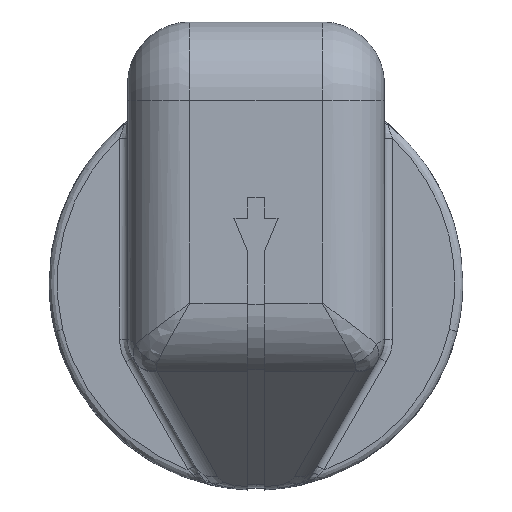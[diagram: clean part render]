
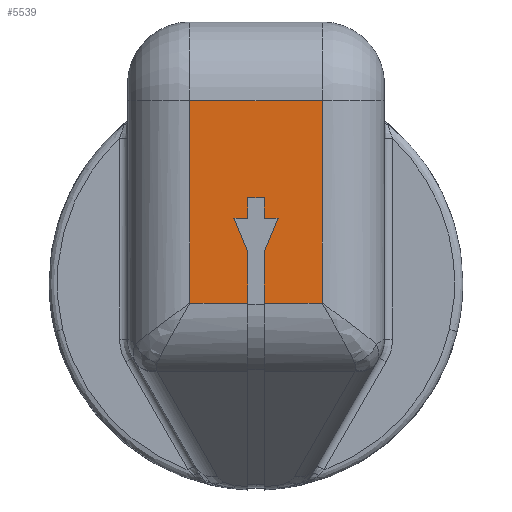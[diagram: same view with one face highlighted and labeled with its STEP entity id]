
A CAD part, top view. The second image highlights one B-rep face of the part: STEP entity #5539.
In plain terms, the highlighted planar face has unit normal (0, 0, 1).
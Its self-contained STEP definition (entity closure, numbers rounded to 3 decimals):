
#185 = EDGE_CURVE ( 'NONE', #8211, #3366, #605, .T. ) ;
#197 = DIRECTION ( 'NONE',  ( 0., 1., 0. ) ) ;
#397 = VERTEX_POINT ( 'NONE', #8557 ) ;
#486 = LINE ( 'NONE', #7899, #6677 ) ;
#498 = LINE ( 'NONE', #5212, #4194 ) ;
#593 = ORIENTED_EDGE ( 'NONE', *, *, #1881, .F. ) ;
#605 = LINE ( 'NONE', #4093, #3293 ) ;
#718 = LINE ( 'NONE', #1312, #8549 ) ;
#762 = LINE ( 'NONE', #1453, #3811 ) ;
#845 = ORIENTED_EDGE ( 'NONE', *, *, #7504, .F. ) ;
#956 = CARTESIAN_POINT ( 'NONE',  ( -4.064, 11.176, 19.05 ) ) ;
#1068 = EDGE_LOOP ( 'NONE', ( #6433, #2814, #6325, #593, #2694, #1743, #6749, #1714, #845, #6584, #8704, #2257, #7124, #8455 ) ) ;
#1076 = VERTEX_POINT ( 'NONE', #4963 ) ;
#1125 = CARTESIAN_POINT ( 'NONE',  ( 4.064, -1.262, 19.05 ) ) ;
#1168 = DIRECTION ( 'NONE',  ( -1., 0., 0. ) ) ;
#1303 = CARTESIAN_POINT ( 'NONE',  ( -0.508, 5.215, 19.05 ) ) ;
#1312 = CARTESIAN_POINT ( 'NONE',  ( 1.354, 3.945, 19.05 ) ) ;
#1396 = DIRECTION ( 'NONE',  ( 0., 0., 1. ) ) ;
#1453 = CARTESIAN_POINT ( 'NONE',  ( 0., -1.262, 19.05 ) ) ;
#1522 = EDGE_CURVE ( 'NONE', #8156, #1076, #498, .T. ) ;
#1563 = CARTESIAN_POINT ( 'NONE',  ( -0.508, 1.903, 19.05 ) ) ;
#1714 = ORIENTED_EDGE ( 'NONE', *, *, #5819, .F. ) ;
#1743 = ORIENTED_EDGE ( 'NONE', *, *, #3186, .T. ) ;
#1750 = LINE ( 'NONE', #4507, #4667 ) ;
#1762 = CARTESIAN_POINT ( 'NONE',  ( 0.508, -1.262, 19.05 ) ) ;
#1881 = EDGE_CURVE ( 'NONE', #3366, #6495, #486, .T. ) ;
#1926 = LINE ( 'NONE', #8141, #6058 ) ;
#1936 = FACE_OUTER_BOUND ( 'NONE', #1068, .T. ) ;
#2016 = EDGE_CURVE ( 'NONE', #7464, #8156, #8629, .T. ) ;
#2257 = ORIENTED_EDGE ( 'NONE', *, *, #1522, .F. ) ;
#2603 = VECTOR ( 'NONE', #1168, 1000. ) ;
#2610 = CARTESIAN_POINT ( 'NONE',  ( 1.354, 3.945, 19.05 ) ) ;
#2618 = EDGE_CURVE ( 'NONE', #7366, #3761, #3301, .T. ) ;
#2623 = CARTESIAN_POINT ( 'NONE',  ( 0.508, 3.945, 19.05 ) ) ;
#2694 = ORIENTED_EDGE ( 'NONE', *, *, #185, .F. ) ;
#2702 = DIRECTION ( 'NONE',  ( 1., 0., 0. ) ) ;
#2794 = LINE ( 'NONE', #6376, #8556 ) ;
#2814 = ORIENTED_EDGE ( 'NONE', *, *, #8233, .T. ) ;
#2838 = LINE ( 'NONE', #5583, #6242 ) ;
#2978 = VERTEX_POINT ( 'NONE', #1125 ) ;
#3186 = EDGE_CURVE ( 'NONE', #8211, #5083, #6339, .T. ) ;
#3293 = VECTOR ( 'NONE', #6157, 1000. ) ;
#3301 = LINE ( 'NONE', #6084, #5571 ) ;
#3366 = VERTEX_POINT ( 'NONE', #956 ) ;
#3383 = CARTESIAN_POINT ( 'NONE',  ( -0.508, 3.945, 19.05 ) ) ;
#3606 = EDGE_CURVE ( 'NONE', #4803, #6446, #5651, .T. ) ;
#3761 = VERTEX_POINT ( 'NONE', #5112 ) ;
#3811 = VECTOR ( 'NONE', #8395, 1000. ) ;
#4093 = CARTESIAN_POINT ( 'NONE',  ( -4.064, 8.826, 19.05 ) ) ;
#4194 = VECTOR ( 'NONE', #8003, 1000. ) ;
#4507 = CARTESIAN_POINT ( 'NONE',  ( -0.508, 1.903, 19.05 ) ) ;
#4635 = CARTESIAN_POINT ( 'NONE',  ( -0.508, -1.262, 19.05 ) ) ;
#4667 = VECTOR ( 'NONE', #7199, 1000. ) ;
#4803 = VERTEX_POINT ( 'NONE', #1303 ) ;
#4963 = CARTESIAN_POINT ( 'NONE',  ( 0.508, 5.215, 19.05 ) ) ;
#5083 = VERTEX_POINT ( 'NONE', #4635 ) ;
#5112 = CARTESIAN_POINT ( 'NONE',  ( 0.508, 1.903, 19.05 ) ) ;
#5152 = CARTESIAN_POINT ( 'NONE',  ( -0.508, 5.215, 19.05 ) ) ;
#5212 = CARTESIAN_POINT ( 'NONE',  ( 0.508, 5.215, 19.05 ) ) ;
#5366 = DIRECTION ( 'NONE',  ( -1., 0., 0. ) ) ;
#5396 = EDGE_CURVE ( 'NONE', #1076, #4803, #5955, .T. ) ;
#5488 = DIRECTION ( 'NONE',  ( 0.383, -0.924, 0. ) ) ;
#5539 = ADVANCED_FACE ( 'NONE', ( #1936 ), #8917, .T. ) ;
#5541 = DIRECTION ( 'NONE',  ( -1., 0., 0. ) ) ;
#5571 = VECTOR ( 'NONE', #8841, 1000. ) ;
#5575 = VECTOR ( 'NONE', #6379, 1000. ) ;
#5583 = CARTESIAN_POINT ( 'NONE',  ( 4.064, 8.826, 19.05 ) ) ;
#5651 = LINE ( 'NONE', #7676, #7009 ) ;
#5819 = EDGE_CURVE ( 'NONE', #397, #5980, #1926, .T. ) ;
#5955 = LINE ( 'NONE', #5152, #2603 ) ;
#5957 = DIRECTION ( 'NONE',  ( 1., 0., 0. ) ) ;
#5980 = VERTEX_POINT ( 'NONE', #1563 ) ;
#6058 = VECTOR ( 'NONE', #5488, 1000. ) ;
#6084 = CARTESIAN_POINT ( 'NONE',  ( 0.508, -1.31, 19.05 ) ) ;
#6157 = DIRECTION ( 'NONE',  ( 0., 1., 0. ) ) ;
#6167 = CARTESIAN_POINT ( 'NONE',  ( 0.508, 3.945, 19.05 ) ) ;
#6223 = DIRECTION ( 'NONE',  ( 0.383, 0.924, 0. ) ) ;
#6242 = VECTOR ( 'NONE', #197, 1000. ) ;
#6325 = ORIENTED_EDGE ( 'NONE', *, *, #7576, .T. ) ;
#6339 = LINE ( 'NONE', #8516, #5575 ) ;
#6376 = CARTESIAN_POINT ( 'NONE',  ( -1.354, 3.945, 19.05 ) ) ;
#6379 = DIRECTION ( 'NONE',  ( 1., 0., 0. ) ) ;
#6433 = ORIENTED_EDGE ( 'NONE', *, *, #2618, .F. ) ;
#6446 = VERTEX_POINT ( 'NONE', #3383 ) ;
#6495 = VERTEX_POINT ( 'NONE', #7069 ) ;
#6584 = ORIENTED_EDGE ( 'NONE', *, *, #3606, .F. ) ;
#6677 = VECTOR ( 'NONE', #5957, 1000. ) ;
#6749 = ORIENTED_EDGE ( 'NONE', *, *, #7667, .F. ) ;
#6762 = AXIS2_PLACEMENT_3D ( 'NONE', #8250, #1396, #2702 ) ;
#6987 = CARTESIAN_POINT ( 'NONE',  ( -4.064, -1.262, 19.05 ) ) ;
#7009 = VECTOR ( 'NONE', #7075, 1000. ) ;
#7069 = CARTESIAN_POINT ( 'NONE',  ( 4.064, 11.176, 19.05 ) ) ;
#7075 = DIRECTION ( 'NONE',  ( 0., -1., 0. ) ) ;
#7124 = ORIENTED_EDGE ( 'NONE', *, *, #2016, .F. ) ;
#7199 = DIRECTION ( 'NONE',  ( 0., -1., 0. ) ) ;
#7366 = VERTEX_POINT ( 'NONE', #1762 ) ;
#7464 = VERTEX_POINT ( 'NONE', #2610 ) ;
#7504 = EDGE_CURVE ( 'NONE', #6446, #397, #2794, .T. ) ;
#7576 = EDGE_CURVE ( 'NONE', #2978, #6495, #2838, .T. ) ;
#7667 = EDGE_CURVE ( 'NONE', #5980, #5083, #1750, .T. ) ;
#7676 = CARTESIAN_POINT ( 'NONE',  ( -0.508, 3.945, 19.05 ) ) ;
#7752 = VECTOR ( 'NONE', #5366, 1000. ) ;
#7899 = CARTESIAN_POINT ( 'NONE',  ( 0., 11.176, 19.05 ) ) ;
#8003 = DIRECTION ( 'NONE',  ( 0., 1., 0. ) ) ;
#8141 = CARTESIAN_POINT ( 'NONE',  ( -0.508, 1.903, 19.05 ) ) ;
#8156 = VERTEX_POINT ( 'NONE', #2623 ) ;
#8179 = EDGE_CURVE ( 'NONE', #3761, #7464, #718, .T. ) ;
#8211 = VERTEX_POINT ( 'NONE', #6987 ) ;
#8233 = EDGE_CURVE ( 'NONE', #7366, #2978, #762, .T. ) ;
#8250 = CARTESIAN_POINT ( 'NONE',  ( 0., 16.002, 19.05 ) ) ;
#8395 = DIRECTION ( 'NONE',  ( 1., 0., 0. ) ) ;
#8455 = ORIENTED_EDGE ( 'NONE', *, *, #8179, .F. ) ;
#8516 = CARTESIAN_POINT ( 'NONE',  ( 0., -1.262, 19.05 ) ) ;
#8549 = VECTOR ( 'NONE', #6223, 1000. ) ;
#8556 = VECTOR ( 'NONE', #5541, 1000. ) ;
#8557 = CARTESIAN_POINT ( 'NONE',  ( -1.354, 3.945, 19.05 ) ) ;
#8629 = LINE ( 'NONE', #6167, #7752 ) ;
#8704 = ORIENTED_EDGE ( 'NONE', *, *, #5396, .F. ) ;
#8841 = DIRECTION ( 'NONE',  ( 0., 1., 0. ) ) ;
#8917 = PLANE ( 'NONE',  #6762 ) ;
